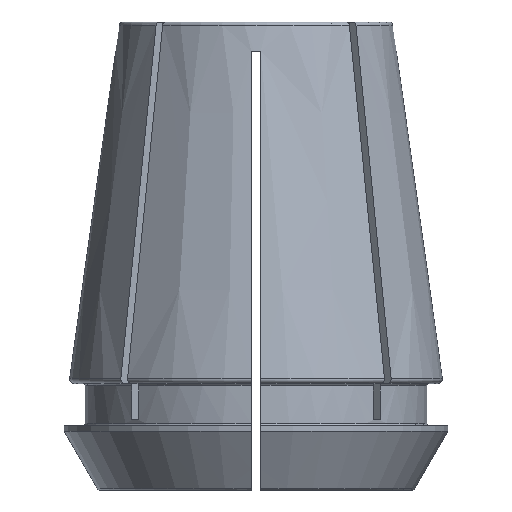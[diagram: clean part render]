
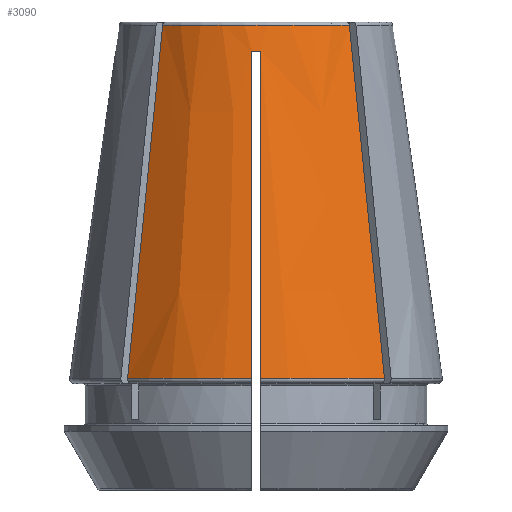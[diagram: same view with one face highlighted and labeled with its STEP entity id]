
A CAD part, front view. The second image highlights one B-rep face of the part: STEP entity #3090.
In plain terms, the highlighted conical face has half-angle 8 degrees and reference radius 11.657 mm.
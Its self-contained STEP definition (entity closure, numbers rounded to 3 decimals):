
#21=CONICAL_SURFACE('',#3318,11.657,0.14);
#72=B_SPLINE_CURVE_WITH_KNOTS('',3,(#4779,#4780,#4781,#4782),
 .UNSPECIFIED.,.F.,.F.,(4,4),(0.,0.03),
 .UNSPECIFIED.);
#84=B_SPLINE_CURVE_WITH_KNOTS('',3,(#4886,#4887,#4888,#4889,#4890,#4891,
#4892,#4893,#4894,#4895),.UNSPECIFIED.,.F.,.F.,(4,3,3,4),(0.018,
0.022,0.044,0.047),.UNSPECIFIED.);
#114=B_SPLINE_CURVE_WITH_KNOTS('',3,(#5174,#5175,#5176,#5177),
 .UNSPECIFIED.,.F.,.F.,(4,4),(0.,0.03),
 .UNSPECIFIED.);
#120=B_SPLINE_CURVE_WITH_KNOTS('',3,(#5238,#5239,#5240,#5241,#5242,#5243,
#5244,#5245,#5246,#5247),.UNSPECIFIED.,.F.,.F.,(4,3,3,4),(0.018,
0.022,0.044,0.047),.UNSPECIFIED.);
#898=ORIENTED_EDGE('',*,*,#1871,.T.);
#899=ORIENTED_EDGE('',*,*,#1850,.T.);
#900=ORIENTED_EDGE('',*,*,#1872,.F.);
#901=ORIENTED_EDGE('',*,*,#1728,.F.);
#902=ORIENTED_EDGE('',*,*,#1673,.T.);
#903=ORIENTED_EDGE('',*,*,#1873,.F.);
#904=ORIENTED_EDGE('',*,*,#1740,.F.);
#905=ORIENTED_EDGE('',*,*,#1762,.T.);
#1673=EDGE_CURVE('',#2174,#2172,#2490,.T.);
#1728=EDGE_CURVE('',#2174,#2219,#72,.T.);
#1740=EDGE_CURVE('',#2228,#2230,#2500,.T.);
#1762=EDGE_CURVE('',#2228,#2251,#84,.T.);
#1850=EDGE_CURVE('',#2331,#2332,#114,.T.);
#1871=EDGE_CURVE('',#2251,#2331,#2519,.T.);
#1872=EDGE_CURVE('',#2219,#2332,#2520,.T.);
#1873=EDGE_CURVE('',#2230,#2172,#120,.T.);
#2172=VERTEX_POINT('',#4586);
#2174=VERTEX_POINT('',#4589);
#2219=VERTEX_POINT('',#4783);
#2228=VERTEX_POINT('',#4814);
#2230=VERTEX_POINT('',#4817);
#2251=VERTEX_POINT('',#4885);
#2331=VERTEX_POINT('',#5178);
#2332=VERTEX_POINT('',#5179);
#2490=CIRCLE('',#3269,15.936);
#2500=CIRCLE('',#3288,12.009);
#2519=CIRCLE('',#3319,15.936);
#2520=CIRCLE('',#3320,11.694);
#2686=EDGE_LOOP('',(#898,#899,#900,#901,#902,#903,#904,#905));
#2854=FACE_BOUND('',#2686,.T.);
#3090=ADVANCED_FACE('',(#2854),#21,.T.);
#3269=AXIS2_PLACEMENT_3D('',#4588,#3669,#3670);
#3288=AXIS2_PLACEMENT_3D('',#4816,#3737,#3738);
#3318=AXIS2_PLACEMENT_3D('',#5235,#3865,#3866);
#3319=AXIS2_PLACEMENT_3D('',#5236,#3867,#3868);
#3320=AXIS2_PLACEMENT_3D('',#5237,#3869,#3870);
#3669=DIRECTION('',(0.,0.,1.));
#3670=DIRECTION('',(1.,0.,0.));
#3737=DIRECTION('',(0.,0.,-1.));
#3738=DIRECTION('',(-1.,0.,0.));
#3865=DIRECTION('',(0.,0.,-1.));
#3866=DIRECTION('',(-1.,0.,0.));
#3867=DIRECTION('',(0.,0.,1.));
#3868=DIRECTION('',(1.,0.,0.));
#3869=DIRECTION('',(0.,0.,1.));
#3870=DIRECTION('',(1.,0.,0.));
#4586=CARTESIAN_POINT('',(-0.4,-15.931,4.056));
#4588=CARTESIAN_POINT('',(0.,0.,4.056));
#4589=CARTESIAN_POINT('',(-10.982,-11.548,4.056));
#4779=CARTESIAN_POINT('',(-10.982,-11.548,4.056));
#4780=CARTESIAN_POINT('',(-9.982,-10.547,14.118));
#4781=CARTESIAN_POINT('',(-8.981,-9.547,24.18));
#4782=CARTESIAN_POINT('',(-7.981,-8.547,34.242));
#4783=CARTESIAN_POINT('',(-7.981,-8.547,34.242));
#4814=CARTESIAN_POINT('',(0.4,-12.002,32.));
#4816=CARTESIAN_POINT('',(0.,0.,32.));
#4817=CARTESIAN_POINT('',(-0.4,-12.002,32.));
#4885=CARTESIAN_POINT('',(0.4,-15.931,4.056));
#4886=CARTESIAN_POINT('',(0.4,-12.002,32.));
#4887=CARTESIAN_POINT('',(0.4,-12.162,30.861));
#4888=CARTESIAN_POINT('',(0.4,-12.322,29.721));
#4889=CARTESIAN_POINT('',(0.4,-12.483,28.582));
#4890=CARTESIAN_POINT('',(0.4,-13.5,21.344));
#4891=CARTESIAN_POINT('',(0.4,-14.518,14.106));
#4892=CARTESIAN_POINT('',(0.4,-15.535,6.869));
#4893=CARTESIAN_POINT('',(0.4,-15.667,5.931));
#4894=CARTESIAN_POINT('',(0.4,-15.799,4.993));
#4895=CARTESIAN_POINT('',(0.4,-15.931,4.056));
#5174=CARTESIAN_POINT('',(10.982,-11.548,4.056));
#5175=CARTESIAN_POINT('',(9.982,-10.547,14.118));
#5176=CARTESIAN_POINT('',(8.981,-9.547,24.18));
#5177=CARTESIAN_POINT('',(7.981,-8.547,34.242));
#5178=CARTESIAN_POINT('',(10.982,-11.548,4.056));
#5179=CARTESIAN_POINT('',(7.981,-8.547,34.242));
#5235=CARTESIAN_POINT('',(0.,0.,34.5));
#5236=CARTESIAN_POINT('',(0.,0.,4.056));
#5237=CARTESIAN_POINT('',(0.,0.,34.242));
#5238=CARTESIAN_POINT('',(-0.4,-12.002,32.));
#5239=CARTESIAN_POINT('',(-0.4,-12.162,30.861));
#5240=CARTESIAN_POINT('',(-0.4,-12.322,29.721));
#5241=CARTESIAN_POINT('',(-0.4,-12.483,28.582));
#5242=CARTESIAN_POINT('',(-0.4,-13.5,21.344));
#5243=CARTESIAN_POINT('',(-0.4,-14.518,14.106));
#5244=CARTESIAN_POINT('',(-0.4,-15.535,6.869));
#5245=CARTESIAN_POINT('',(-0.4,-15.667,5.931));
#5246=CARTESIAN_POINT('',(-0.4,-15.799,4.993));
#5247=CARTESIAN_POINT('',(-0.4,-15.931,4.056));
